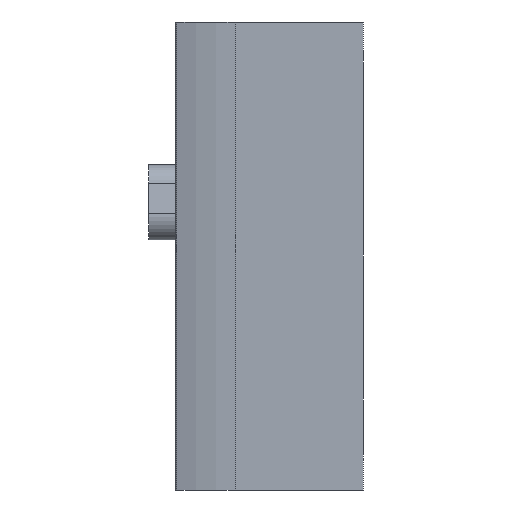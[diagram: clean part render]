
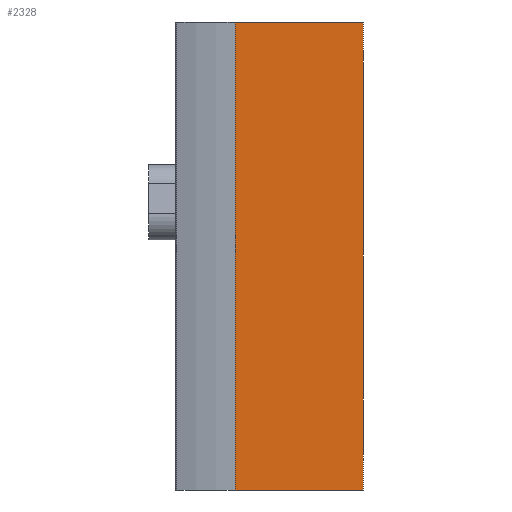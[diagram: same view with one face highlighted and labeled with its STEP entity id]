
A CAD part, left-side view. The second image highlights one B-rep face of the part: STEP entity #2328.
In plain terms, the highlighted planar face has unit normal (-1, 0, 0).
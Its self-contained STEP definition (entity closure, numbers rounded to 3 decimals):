
#297=ORIENTED_EDGE('',*,*,#901,.T.);
#298=ORIENTED_EDGE('',*,*,#876,.F.);
#299=ORIENTED_EDGE('',*,*,#902,.F.);
#300=ORIENTED_EDGE('',*,*,#898,.T.);
#876=EDGE_CURVE('',#1178,#1175,#1412,.T.);
#898=EDGE_CURVE('',#1201,#1200,#1417,.T.);
#901=EDGE_CURVE('',#1200,#1175,#1419,.T.);
#902=EDGE_CURVE('',#1201,#1178,#1420,.T.);
#1175=VERTEX_POINT('',#3642);
#1178=VERTEX_POINT('',#3647);
#1200=VERTEX_POINT('',#3692);
#1201=VERTEX_POINT('',#3694);
#1412=LINE('',#3648,#1552);
#1417=LINE('',#3693,#1557);
#1419=LINE('',#3699,#1559);
#1420=LINE('',#3700,#1560);
#1552=VECTOR('',#2844,1000.);
#1557=VECTOR('',#2885,1000.);
#1559=VECTOR('',#2891,1000.);
#1560=VECTOR('',#2892,1000.);
#1696=EDGE_LOOP('',(#297,#298,#299,#300));
#1974=FACE_BOUND('',#1696,.T.);
#2246=PLANE('',#2527);
#2328=ADVANCED_FACE('',(#1974),#2246,.F.);
#2527=AXIS2_PLACEMENT_3D('',#3698,#2889,#2890);
#2844=DIRECTION('',(0.,0.,-1.));
#2885=DIRECTION('',(0.,0.,-1.));
#2889=DIRECTION('',(1.,0.,0.));
#2890=DIRECTION('',(0.,0.,-1.));
#2891=DIRECTION('',(0.,-1.,0.));
#2892=DIRECTION('',(0.,-1.,0.));
#3642=CARTESIAN_POINT('',(-53.65,0.,-24.85));
#3647=CARTESIAN_POINT('',(-53.65,0.,24.85));
#3648=CARTESIAN_POINT('',(-53.65,0.,24.85));
#3692=CARTESIAN_POINT('',(-53.65,13.6,-24.85));
#3693=CARTESIAN_POINT('',(-53.65,13.6,24.85));
#3694=CARTESIAN_POINT('',(-53.65,13.6,24.85));
#3698=CARTESIAN_POINT('',(-53.65,13.6,24.85));
#3699=CARTESIAN_POINT('',(-53.65,13.6,-24.85));
#3700=CARTESIAN_POINT('',(-53.65,13.6,24.85));
